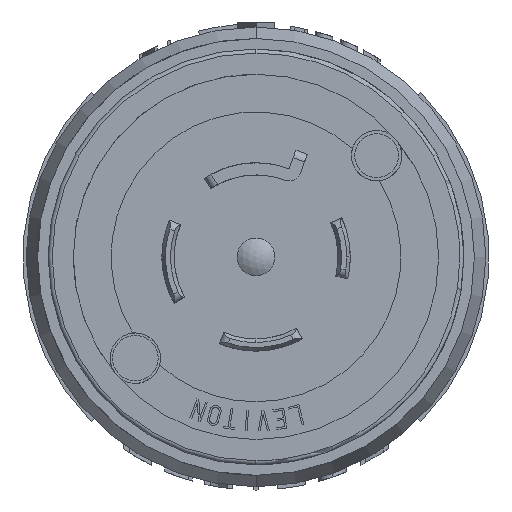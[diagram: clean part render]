
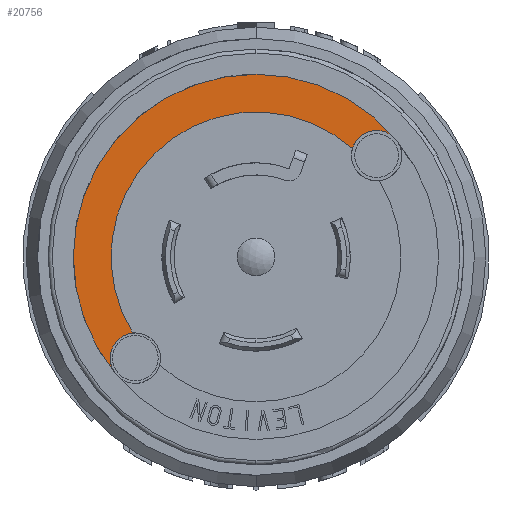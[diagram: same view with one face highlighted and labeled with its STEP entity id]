
A CAD part, left-side view. The second image highlights one B-rep face of the part: STEP entity #20756.
In plain terms, the highlighted planar face has unit normal (-1, 0, 0).
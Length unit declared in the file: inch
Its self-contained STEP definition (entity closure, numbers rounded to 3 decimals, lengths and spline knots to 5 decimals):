
#147 = DIRECTION ( 'NONE',  ( 1., 0., 0. ) ) ;
#265 = CARTESIAN_POINT ( 'NONE',  ( 0.19571, 1.87846, 3.96859 ) ) ;
#1174 = DIRECTION ( 'NONE',  ( 1., 0., 0. ) ) ;
#1179 = FACE_OUTER_BOUND ( 'NONE', #4179, .T. ) ;
#2379 = DIRECTION ( 'NONE',  ( 1., 0., 0. ) ) ;
#4179 = EDGE_LOOP ( 'NONE', ( #12473, #9970, #37887, #14926, #24568, #13907 ) ) ;
#5675 = CARTESIAN_POINT ( 'NONE',  ( 0.19571, 2.47674, 3.46657 ) ) ;
#6208 = PLANE ( 'NONE',  #31730 ) ;
#8190 = CIRCLE ( 'NONE', #38328, 0.125 ) ;
#8640 = DIRECTION ( 'NONE',  ( 0., 0., -1. ) ) ;
#9037 = CARTESIAN_POINT ( 'NONE',  ( 0.19571, 3.17078, 2.88421 ) ) ;
#9041 = EDGE_CURVE ( 'NONE', #34159, #27256, #12692, .T. ) ;
#9292 = DIRECTION ( 'NONE',  ( 1., 0., 0. ) ) ;
#9603 = VERTEX_POINT ( 'NONE', #37214 ) ;
#9970 = ORIENTED_EDGE ( 'NONE', *, *, #31377, .F. ) ;
#11853 = DIRECTION ( 'NONE',  ( 0., 0., -1. ) ) ;
#12277 = DIRECTION ( 'NONE',  ( 1., 0., 0. ) ) ;
#12473 = ORIENTED_EDGE ( 'NONE', *, *, #9041, .T. ) ;
#12692 = CIRCLE ( 'NONE', #29938, 0.125 ) ;
#13907 = ORIENTED_EDGE ( 'NONE', *, *, #18561, .F. ) ;
#14916 = CARTESIAN_POINT ( 'NONE',  ( 0.19571, 2.47674, 3.46657 ) ) ;
#14926 = ORIENTED_EDGE ( 'NONE', *, *, #30649, .T. ) ;
#16462 = VERTEX_POINT ( 'NONE', #27586 ) ;
#17670 = DIRECTION ( 'NONE',  ( 0., 0., -1. ) ) ;
#18561 = EDGE_CURVE ( 'NONE', #34159, #16462, #27861, .T. ) ;
#19037 = CIRCLE ( 'NONE', #22083, 0.906 ) ;
#19236 = CARTESIAN_POINT ( 'NONE',  ( 0.19571, 1.87846, 4.09359 ) ) ;
#20089 = CARTESIAN_POINT ( 'NONE',  ( 0.19571, 1.87846, 3.96859 ) ) ;
#20112 = CIRCLE ( 'NONE', #24954, 0.125 ) ;
#20756 = ADVANCED_FACE ( 'NONE', ( #1179 ), #6208, .F. ) ;
#21182 = CARTESIAN_POINT ( 'NONE',  ( 0.19571, 2.47674, 3.46657 ) ) ;
#22026 = AXIS2_PLACEMENT_3D ( 'NONE', #5675, #26355, #8640 ) ;
#22083 = AXIS2_PLACEMENT_3D ( 'NONE', #14916, #24023, #11853 ) ;
#23029 = DIRECTION ( 'NONE',  ( 0., 0., -1. ) ) ;
#24023 = DIRECTION ( 'NONE',  ( 1., 0., 0. ) ) ;
#24568 = ORIENTED_EDGE ( 'NONE', *, *, #32348, .F. ) ;
#24954 = AXIS2_PLACEMENT_3D ( 'NONE', #265, #147, #32678 ) ;
#26355 = DIRECTION ( 'NONE',  ( -1., 0., 0. ) ) ;
#26898 = EDGE_CURVE ( 'NONE', #9603, #35785, #20112, .T. ) ;
#27256 = VERTEX_POINT ( 'NONE', #28381 ) ;
#27586 = CARTESIAN_POINT ( 'NONE',  ( 0.19571, 2.47674, 4.37257 ) ) ;
#27861 = CIRCLE ( 'NONE', #32066, 0.906 ) ;
#28381 = CARTESIAN_POINT ( 'NONE',  ( 0.19571, 3.08796, 3.08888 ) ) ;
#29603 = CARTESIAN_POINT ( 'NONE',  ( 0.19571, 1.75824, 3.46657 ) ) ;
#29938 = AXIS2_PLACEMENT_3D ( 'NONE', #37046, #1174, #34198 ) ;
#29982 = DIRECTION ( 'NONE',  ( 0., 0., -1. ) ) ;
#30649 = EDGE_CURVE ( 'NONE', #35785, #37941, #8190, .T. ) ;
#31377 = EDGE_CURVE ( 'NONE', #9603, #27256, #32648, .T. ) ;
#31730 = AXIS2_PLACEMENT_3D ( 'NONE', #29603, #12277, #17670 ) ;
#32066 = AXIS2_PLACEMENT_3D ( 'NONE', #21182, #9292, #29982 ) ;
#32348 = EDGE_CURVE ( 'NONE', #16462, #37941, #19037, .T. ) ;
#32648 = CIRCLE ( 'NONE', #22026, 0.7185 ) ;
#32678 = DIRECTION ( 'NONE',  ( 0., 0., -1. ) ) ;
#34159 = VERTEX_POINT ( 'NONE', #9037 ) ;
#34198 = DIRECTION ( 'NONE',  ( 0., 0., -1. ) ) ;
#35785 = VERTEX_POINT ( 'NONE', #19236 ) ;
#37046 = CARTESIAN_POINT ( 'NONE',  ( 0.19571, 3.07502, 2.96455 ) ) ;
#37214 = CARTESIAN_POINT ( 'NONE',  ( 0.19571, 1.99865, 4.00292 ) ) ;
#37488 = CARTESIAN_POINT ( 'NONE',  ( 0.19571, 1.78271, 4.04894 ) ) ;
#37887 = ORIENTED_EDGE ( 'NONE', *, *, #26898, .T. ) ;
#37941 = VERTEX_POINT ( 'NONE', #37488 ) ;
#38328 = AXIS2_PLACEMENT_3D ( 'NONE', #20089, #2379, #23029 ) ;
